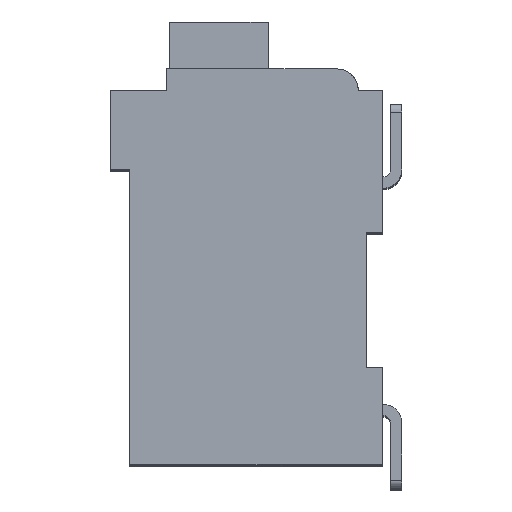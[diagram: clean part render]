
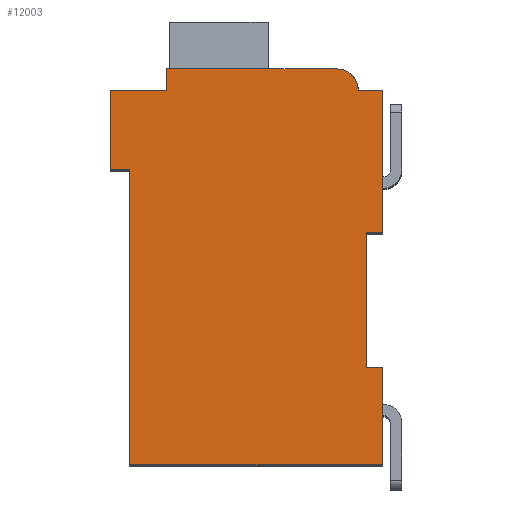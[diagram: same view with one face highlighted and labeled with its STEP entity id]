
A CAD part, top view. The second image highlights one B-rep face of the part: STEP entity #12003.
In plain terms, the highlighted planar face has unit normal (0, 0, 1).
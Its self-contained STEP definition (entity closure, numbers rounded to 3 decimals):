
#2240=DIRECTION('',(1.,0.,0.));
#2241=VECTOR('',#2240,0.5);
#2242=CARTESIAN_POINT('',(7.3,7.15,2.1));
#2243=LINE('',#2242,#2241);
#2244=DIRECTION('',(0.,1.,0.));
#2245=VECTOR('',#2244,4.15);
#2246=CARTESIAN_POINT('',(7.3,3.,2.1));
#2247=LINE('',#2246,#2245);
#2248=DIRECTION('',(-1.,0.,0.));
#2249=VECTOR('',#2248,0.5);
#2250=CARTESIAN_POINT('',(7.8,3.,2.1));
#2251=LINE('',#2250,#2249);
#2252=DIRECTION('',(0.,1.,0.));
#2253=VECTOR('',#2252,3.);
#2254=CARTESIAN_POINT('',(7.8,0.,2.1));
#2255=LINE('',#2254,#2253);
#2256=DIRECTION('',(1.,0.,0.));
#2257=VECTOR('',#2256,7.8);
#2258=CARTESIAN_POINT('',(0.,0.,2.1));
#2259=LINE('',#2258,#2257);
#2260=DIRECTION('',(0.,-1.,0.));
#2261=VECTOR('',#2260,9.1);
#2262=CARTESIAN_POINT('',(0.,9.1,2.1));
#2263=LINE('',#2262,#2261);
#2264=DIRECTION('',(1.,0.,0.));
#2265=VECTOR('',#2264,0.6);
#2266=CARTESIAN_POINT('',(-0.6,9.1,2.1));
#2267=LINE('',#2266,#2265);
#2268=DIRECTION('',(0.,-1.,0.));
#2269=VECTOR('',#2268,2.45);
#2270=CARTESIAN_POINT('',(-0.6,11.55,2.1));
#2271=LINE('',#2270,#2269);
#2272=DIRECTION('',(-1.,0.,0.));
#2273=VECTOR('',#2272,1.75);
#2274=CARTESIAN_POINT('',(1.15,11.55,2.1));
#2275=LINE('',#2274,#2273);
#2276=DIRECTION('',(0.,-1.,0.));
#2277=VECTOR('',#2276,0.65);
#2278=CARTESIAN_POINT('',(1.15,12.2,2.1));
#2279=LINE('',#2278,#2277);
#2280=DIRECTION('',(-1.,0.,0.));
#2281=VECTOR('',#2280,5.25);
#2282=CARTESIAN_POINT('',(6.4,12.2,2.1));
#2283=LINE('',#2282,#2281);
#2284=CARTESIAN_POINT('',(6.4,11.55,2.1));
#2285=DIRECTION('',(0.,0.,1.));
#2286=DIRECTION('',(1.,0.,0.));
#2287=AXIS2_PLACEMENT_3D('',#2284,#2285,#2286);
#2289=DIRECTION('',(-1.,0.,0.));
#2290=VECTOR('',#2289,0.75);
#2291=CARTESIAN_POINT('',(7.8,11.55,2.1));
#2292=LINE('',#2291,#2290);
#2293=DIRECTION('',(0.,1.,0.));
#2294=VECTOR('',#2293,4.4);
#2295=CARTESIAN_POINT('',(7.8,7.15,2.1));
#2296=LINE('',#2295,#2294);
#7643=CARTESIAN_POINT('',(7.3,7.15,2.1));
#7644=CARTESIAN_POINT('',(7.8,7.15,2.1));
#7645=VERTEX_POINT('',#7643);
#7646=VERTEX_POINT('',#7644);
#7647=CARTESIAN_POINT('',(7.8,11.55,2.1));
#7648=VERTEX_POINT('',#7647);
#7649=CARTESIAN_POINT('',(7.05,11.55,2.1));
#7650=VERTEX_POINT('',#7649);
#7651=CARTESIAN_POINT('',(6.4,12.2,2.1));
#7652=VERTEX_POINT('',#7651);
#7653=CARTESIAN_POINT('',(1.15,12.2,2.1));
#7654=VERTEX_POINT('',#7653);
#7655=CARTESIAN_POINT('',(1.15,11.55,2.1));
#7656=VERTEX_POINT('',#7655);
#7657=CARTESIAN_POINT('',(-0.6,11.55,2.1));
#7658=VERTEX_POINT('',#7657);
#7659=CARTESIAN_POINT('',(-0.6,9.1,2.1));
#7660=VERTEX_POINT('',#7659);
#7661=CARTESIAN_POINT('',(0.,9.1,2.1));
#7662=VERTEX_POINT('',#7661);
#7663=CARTESIAN_POINT('',(0.,0.,2.1));
#7664=VERTEX_POINT('',#7663);
#7665=CARTESIAN_POINT('',(7.8,0.,2.1));
#7666=VERTEX_POINT('',#7665);
#7667=CARTESIAN_POINT('',(7.8,3.,2.1));
#7668=VERTEX_POINT('',#7667);
#7669=CARTESIAN_POINT('',(7.3,3.,2.1));
#7670=VERTEX_POINT('',#7669);
#11979=CARTESIAN_POINT('',(0.,0.,2.1));
#11980=DIRECTION('',(0.,0.,1.));
#11981=DIRECTION('',(1.,0.,0.));
#11982=AXIS2_PLACEMENT_3D('',#11979,#11980,#11981);
#11983=PLANE('',#11982);
#11984=ORIENTED_EDGE('',*,*,#10020,.F.);
#11985=ORIENTED_EDGE('',*,*,#10427,.F.);
#11987=ORIENTED_EDGE('',*,*,#11986,.F.);
#11989=ORIENTED_EDGE('',*,*,#11988,.F.);
#11991=ORIENTED_EDGE('',*,*,#11990,.F.);
#11992=ORIENTED_EDGE('',*,*,#10734,.F.);
#11993=ORIENTED_EDGE('',*,*,#10822,.F.);
#11994=ORIENTED_EDGE('',*,*,#10976,.F.);
#11995=ORIENTED_EDGE('',*,*,#11135,.F.);
#11996=ORIENTED_EDGE('',*,*,#11204,.F.);
#11997=ORIENTED_EDGE('',*,*,#11466,.F.);
#11998=ORIENTED_EDGE('',*,*,#11837,.F.);
#11999=ORIENTED_EDGE('',*,*,#11749,.F.);
#12000=ORIENTED_EDGE('',*,*,#10243,.F.);
#12001=EDGE_LOOP('',(#11984,#11985,#11987,#11989,#11991,#11992,#11993,#11994,
#11995,#11996,#11997,#11998,#11999,#12000));
#12002=FACE_OUTER_BOUND('',#12001,.F.);
#2288=CIRCLE('',#2287,0.65);
#10020=EDGE_CURVE('',#7645,#7646,#2243,.T.);
#10243=EDGE_CURVE('',#7646,#7648,#2296,.T.);
#10427=EDGE_CURVE('',#7670,#7645,#2247,.T.);
#10734=EDGE_CURVE('',#7662,#7664,#2263,.T.);
#10822=EDGE_CURVE('',#7660,#7662,#2267,.T.);
#10976=EDGE_CURVE('',#7658,#7660,#2271,.T.);
#11135=EDGE_CURVE('',#7656,#7658,#2275,.T.);
#11204=EDGE_CURVE('',#7654,#7656,#2279,.T.);
#11466=EDGE_CURVE('',#7652,#7654,#2283,.T.);
#11749=EDGE_CURVE('',#7648,#7650,#2292,.T.);
#11837=EDGE_CURVE('',#7650,#7652,#2288,.T.);
#11986=EDGE_CURVE('',#7668,#7670,#2251,.T.);
#11988=EDGE_CURVE('',#7666,#7668,#2255,.T.);
#11990=EDGE_CURVE('',#7664,#7666,#2259,.T.);
#12003=ADVANCED_FACE('',(#12002),#11983,.T.);
